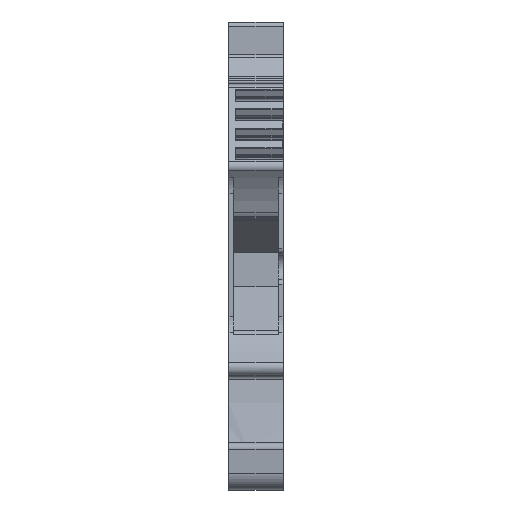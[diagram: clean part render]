
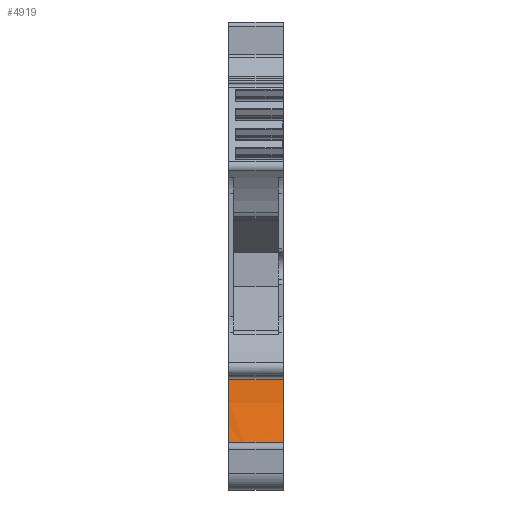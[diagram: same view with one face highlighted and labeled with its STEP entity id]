
A CAD part, front view. The second image highlights one B-rep face of the part: STEP entity #4919.
In plain terms, the highlighted cylindrical face has radius 35 mm (diameter 70 mm), a partial arc.
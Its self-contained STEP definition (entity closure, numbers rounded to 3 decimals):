
#1321=AXIS2_PLACEMENT_3D('Circle Axis2P3D',#1319,#1320,$) ;
#4883=AXIS2_PLACEMENT_3D('Cylinder Axis2P3D',#4880,#4881,#4882) ;
#4887=AXIS2_PLACEMENT_3D('Circle Axis2P3D',#4885,#4886,$) ;
#1316=CARTESIAN_POINT('Vertex',(6.1,4.836,12.355)) ;
#1319=CARTESIAN_POINT('Axis2P3D Location',(6.1,-30.024,15.482)) ;
#1323=CARTESIAN_POINT('Vertex',(6.1,3.238,4.589)) ;
#4865=CARTESIAN_POINT('Vertex',(0.,4.836,12.355)) ;
#4868=CARTESIAN_POINT('Line Origine',(3.05,4.836,12.355)) ;
#4880=CARTESIAN_POINT('Axis2P3D Location',(3.05,-30.024,15.482)) ;
#4885=CARTESIAN_POINT('Axis2P3D Location',(0.,-30.024,15.482)) ;
#4889=CARTESIAN_POINT('Vertex',(0.,3.238,4.589)) ;
#4892=CARTESIAN_POINT('Line Origine',(3.05,3.238,4.589)) ;
#4896=CARTESIAN_POINT('Vertex',(1.6,3.238,4.589)) ;
#4899=CARTESIAN_POINT('Line Origine',(3.05,3.238,4.589)) ;
#4903=CARTESIAN_POINT('Vertex',(2.1,3.238,4.589)) ;
#4906=CARTESIAN_POINT('Line Origine',(3.05,3.238,4.589)) ;
#1320=DIRECTION('Axis2P3D Direction',(1.,0.,0.)) ;
#4869=DIRECTION('Vector Direction',(1.,0.,0.)) ;
#4881=DIRECTION('Axis2P3D Direction',(1.,0.,0.)) ;
#4882=DIRECTION('Axis2P3D XDirection',(0.,0.95,-0.311)) ;
#4886=DIRECTION('Axis2P3D Direction',(1.,0.,0.)) ;
#4893=DIRECTION('Vector Direction',(1.,0.,0.)) ;
#4900=DIRECTION('Vector Direction',(1.,0.,0.)) ;
#4907=DIRECTION('Vector Direction',(1.,0.,0.)) ;
#4870=VECTOR('Line Direction',#4869,1.) ;
#4894=VECTOR('Line Direction',#4893,1.) ;
#4901=VECTOR('Line Direction',#4900,1.) ;
#4908=VECTOR('Line Direction',#4907,1.) ;
#4912=ORIENTED_EDGE('',*,*,#4872,.F.) ;
#4913=ORIENTED_EDGE('',*,*,#4891,.T.) ;
#4914=ORIENTED_EDGE('',*,*,#4898,.F.) ;
#4915=ORIENTED_EDGE('',*,*,#4905,.F.) ;
#4916=ORIENTED_EDGE('',*,*,#4910,.F.) ;
#4917=ORIENTED_EDGE('',*,*,#1325,.F.) ;
#4919=ADVANCED_FACE('Hauptk\X2\00F6\X0\rper',(#4918),#4884,.F.) ;
#1322=CIRCLE('generated circle',#1321,35.) ;
#4888=CIRCLE('generated circle',#4887,35.) ;
#4884=CYLINDRICAL_SURFACE('generated cylinder',#4883,35.) ;
#1325=EDGE_CURVE('',#1317,#1324,#1322,.F.) ;
#4872=EDGE_CURVE('',#4866,#1317,#4871,.T.) ;
#4891=EDGE_CURVE('',#4866,#4890,#4888,.F.) ;
#4898=EDGE_CURVE('',#4897,#4890,#4895,.F.) ;
#4905=EDGE_CURVE('',#4904,#4897,#4902,.F.) ;
#4910=EDGE_CURVE('',#1324,#4904,#4909,.F.) ;
#4911=EDGE_LOOP('',(#4912,#4913,#4914,#4915,#4916,#4917)) ;
#4918=FACE_OUTER_BOUND('',#4911,.T.) ;
#4871=LINE('Line',#4868,#4870) ;
#4895=LINE('Line',#4892,#4894) ;
#4902=LINE('Line',#4899,#4901) ;
#4909=LINE('Line',#4906,#4908) ;
#1317=VERTEX_POINT('',#1316) ;
#1324=VERTEX_POINT('',#1323) ;
#4866=VERTEX_POINT('',#4865) ;
#4890=VERTEX_POINT('',#4889) ;
#4897=VERTEX_POINT('',#4896) ;
#4904=VERTEX_POINT('',#4903) ;
